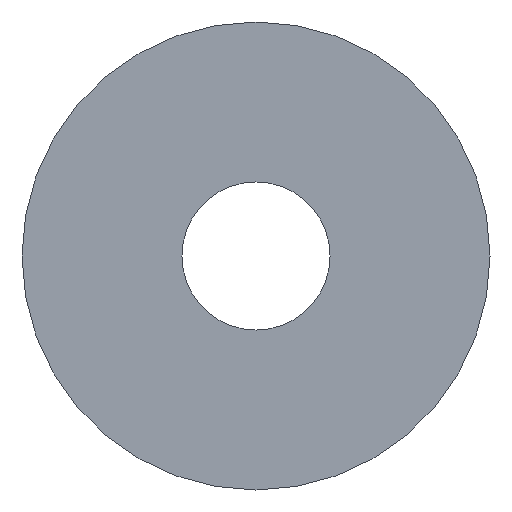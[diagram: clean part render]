
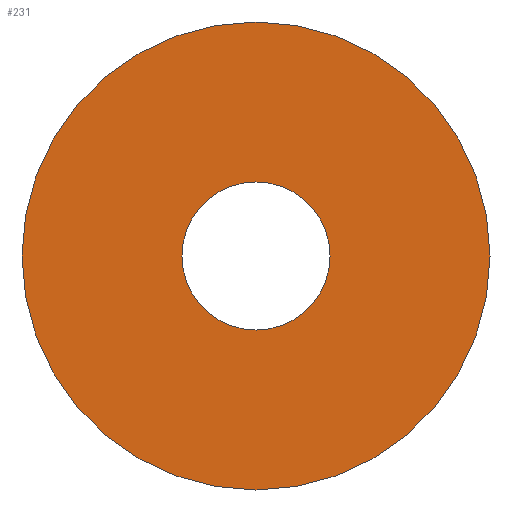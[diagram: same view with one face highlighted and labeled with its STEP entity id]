
A CAD part, front view. The second image highlights one B-rep face of the part: STEP entity #231.
In plain terms, the highlighted planar face has unit normal (0, -1, 0).
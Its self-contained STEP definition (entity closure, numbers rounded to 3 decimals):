
#16=FACE_BOUND('',#52,.T.);
#26=PLANE('',#273);
#38=FACE_OUTER_BOUND('',#51,.T.);
#51=EDGE_LOOP('',(#214,#215));
#52=EDGE_LOOP('',(#216,#217));
#88=CIRCLE('',#258,3.324);
#89=CIRCLE('',#259,3.324);
#94=CIRCLE('',#271,10.5);
#95=CIRCLE('',#272,10.5);
#107=VERTEX_POINT('',#376);
#108=VERTEX_POINT('',#377);
#117=VERTEX_POINT('',#419);
#118=VERTEX_POINT('',#420);
#133=EDGE_CURVE('',#107,#108,#88,.T.);
#134=EDGE_CURVE('',#108,#107,#89,.T.);
#149=EDGE_CURVE('',#117,#118,#94,.T.);
#150=EDGE_CURVE('',#118,#117,#95,.T.);
#214=ORIENTED_EDGE('',*,*,#149,.T.);
#215=ORIENTED_EDGE('',*,*,#150,.T.);
#216=ORIENTED_EDGE('',*,*,#133,.T.);
#217=ORIENTED_EDGE('',*,*,#134,.T.);
#231=ADVANCED_FACE('',(#38,#16),#26,.T.);
#258=AXIS2_PLACEMENT_3D('',#378,#292,#293);
#259=AXIS2_PLACEMENT_3D('',#379,#294,#295);
#271=AXIS2_PLACEMENT_3D('',#421,#323,#324);
#272=AXIS2_PLACEMENT_3D('',#422,#325,#326);
#273=AXIS2_PLACEMENT_3D('',#424,#328,#329);
#292=DIRECTION('center_axis',(0.,1.,0.));
#293=DIRECTION('ref_axis',(1.,0.,0.));
#294=DIRECTION('center_axis',(0.,1.,0.));
#295=DIRECTION('ref_axis',(1.,0.,0.));
#323=DIRECTION('center_axis',(0.,-1.,0.));
#324=DIRECTION('ref_axis',(1.,0.,0.));
#325=DIRECTION('center_axis',(0.,-1.,0.));
#326=DIRECTION('ref_axis',(1.,0.,0.));
#328=DIRECTION('center_axis',(0.,-1.,0.));
#329=DIRECTION('ref_axis',(0.,0.,-1.));
#376=CARTESIAN_POINT('',(3.324,0.,0.));
#377=CARTESIAN_POINT('',(-3.324,0.,0.));
#378=CARTESIAN_POINT('Origin',(0.,0.,
0.));
#379=CARTESIAN_POINT('Origin',(0.,0.,
0.));
#419=CARTESIAN_POINT('',(10.5,0.,0.));
#420=CARTESIAN_POINT('',(-10.5,0.,0.));
#421=CARTESIAN_POINT('Origin',(0.,0.,
0.));
#422=CARTESIAN_POINT('Origin',(0.,0.,
0.));
#424=CARTESIAN_POINT('Origin',(5.25,0.,0.));
